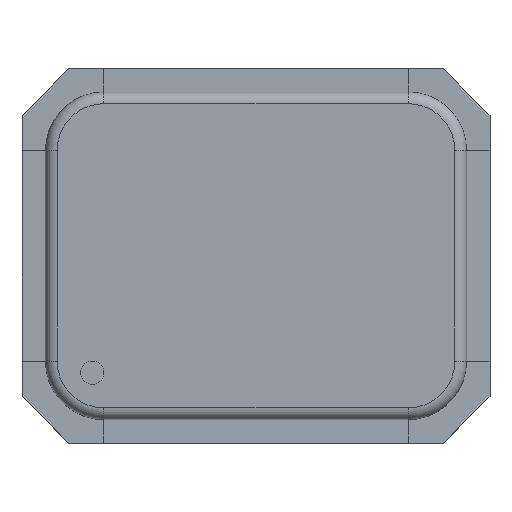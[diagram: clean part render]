
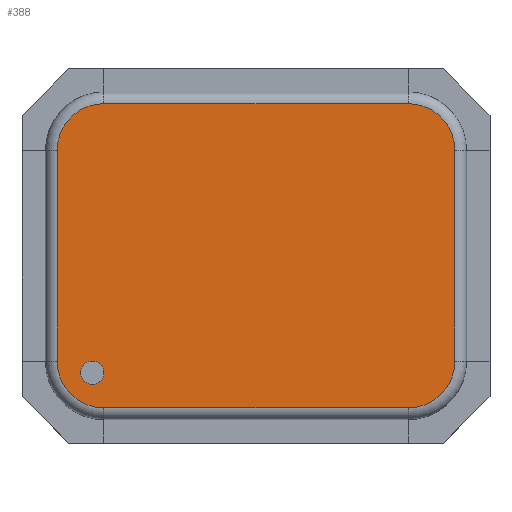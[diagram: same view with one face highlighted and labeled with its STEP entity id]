
A CAD part, top view. The second image highlights one B-rep face of the part: STEP entity #388.
In plain terms, the highlighted planar face has unit normal (0, 0, 1).
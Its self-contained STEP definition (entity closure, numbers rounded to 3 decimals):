
#142 = VERTEX_POINT('',#143);
#143 = CARTESIAN_POINT('',(-0.85,-0.45,0.65));
#150 = EDGE_CURVE('',#142,#151,#153,.T.);
#151 = VERTEX_POINT('',#152);
#152 = CARTESIAN_POINT('',(-0.85,0.45,0.65));
#153 = LINE('',#154,#155);
#154 = CARTESIAN_POINT('',(-0.85,-0.45,0.65));
#155 = VECTOR('',#156,1.);
#156 = DIRECTION('',(0.,1.,0.));
#367 = VERTEX_POINT('',#368);
#368 = CARTESIAN_POINT('',(-0.65,-0.65,0.65));
#377 = EDGE_CURVE('',#367,#142,#378,.T.);
#378 = CIRCLE('',#379,0.2);
#379 = AXIS2_PLACEMENT_3D('',#380,#381,#382);
#380 = CARTESIAN_POINT('',(-0.65,-0.45,0.65));
#381 = DIRECTION('',(0.,0.,-1.));
#382 = DIRECTION('',(0.,-1.,-0.));
#388 = ADVANCED_FACE('',(#389,#442),#453,.F.);
#389 = FACE_BOUND('',#390,.F.);
#390 = EDGE_LOOP('',(#391,#399,#400,#401,#410,#418,#427,#435));
#391 = ORIENTED_EDGE('',*,*,#392,.T.);
#392 = EDGE_CURVE('',#393,#367,#395,.T.);
#393 = VERTEX_POINT('',#394);
#394 = CARTESIAN_POINT('',(0.65,-0.65,0.65));
#395 = LINE('',#396,#397);
#396 = CARTESIAN_POINT('',(0.65,-0.65,0.65));
#397 = VECTOR('',#398,1.);
#398 = DIRECTION('',(-1.,0.,0.));
#399 = ORIENTED_EDGE('',*,*,#377,.T.);
#400 = ORIENTED_EDGE('',*,*,#150,.T.);
#401 = ORIENTED_EDGE('',*,*,#402,.T.);
#402 = EDGE_CURVE('',#151,#403,#405,.T.);
#403 = VERTEX_POINT('',#404);
#404 = CARTESIAN_POINT('',(-0.65,0.65,0.65));
#405 = CIRCLE('',#406,0.2);
#406 = AXIS2_PLACEMENT_3D('',#407,#408,#409);
#407 = CARTESIAN_POINT('',(-0.65,0.45,0.65));
#408 = DIRECTION('',(0.,0.,-1.));
#409 = DIRECTION('',(-1.,0.,0.));
#410 = ORIENTED_EDGE('',*,*,#411,.T.);
#411 = EDGE_CURVE('',#403,#412,#414,.T.);
#412 = VERTEX_POINT('',#413);
#413 = CARTESIAN_POINT('',(0.65,0.65,0.65));
#414 = LINE('',#415,#416);
#415 = CARTESIAN_POINT('',(-0.65,0.65,0.65));
#416 = VECTOR('',#417,1.);
#417 = DIRECTION('',(1.,0.,0.));
#418 = ORIENTED_EDGE('',*,*,#419,.T.);
#419 = EDGE_CURVE('',#412,#420,#422,.T.);
#420 = VERTEX_POINT('',#421);
#421 = CARTESIAN_POINT('',(0.85,0.45,0.65));
#422 = CIRCLE('',#423,0.2);
#423 = AXIS2_PLACEMENT_3D('',#424,#425,#426);
#424 = CARTESIAN_POINT('',(0.65,0.45,0.65));
#425 = DIRECTION('',(0.,0.,-1.));
#426 = DIRECTION('',(0.,1.,0.));
#427 = ORIENTED_EDGE('',*,*,#428,.T.);
#428 = EDGE_CURVE('',#420,#429,#431,.T.);
#429 = VERTEX_POINT('',#430);
#430 = CARTESIAN_POINT('',(0.85,-0.45,0.65));
#431 = LINE('',#432,#433);
#432 = CARTESIAN_POINT('',(0.85,0.45,0.65));
#433 = VECTOR('',#434,1.);
#434 = DIRECTION('',(0.,-1.,0.));
#435 = ORIENTED_EDGE('',*,*,#436,.T.);
#436 = EDGE_CURVE('',#429,#393,#437,.T.);
#437 = CIRCLE('',#438,0.2);
#438 = AXIS2_PLACEMENT_3D('',#439,#440,#441);
#439 = CARTESIAN_POINT('',(0.65,-0.45,0.65));
#440 = DIRECTION('',(0.,0.,-1.));
#441 = DIRECTION('',(1.,0.,0.));
#442 = FACE_BOUND('',#443,.F.);
#443 = EDGE_LOOP('',(#444));
#444 = ORIENTED_EDGE('',*,*,#445,.T.);
#445 = EDGE_CURVE('',#446,#446,#448,.T.);
#446 = VERTEX_POINT('',#447);
#447 = CARTESIAN_POINT('',(-0.65,-0.5,0.65));
#448 = CIRCLE('',#449,0.05);
#449 = AXIS2_PLACEMENT_3D('',#450,#451,#452);
#450 = CARTESIAN_POINT('',(-0.7,-0.5,0.65));
#451 = DIRECTION('',(0.,0.,1.));
#452 = DIRECTION('',(1.,0.,0.));
#453 = PLANE('',#454);
#454 = AXIS2_PLACEMENT_3D('',#455,#456,#457);
#455 = CARTESIAN_POINT('',(0.,0.,0.65));
#456 = DIRECTION('',(-0.,-0.,-1.));
#457 = DIRECTION('',(-1.,0.,0.));
